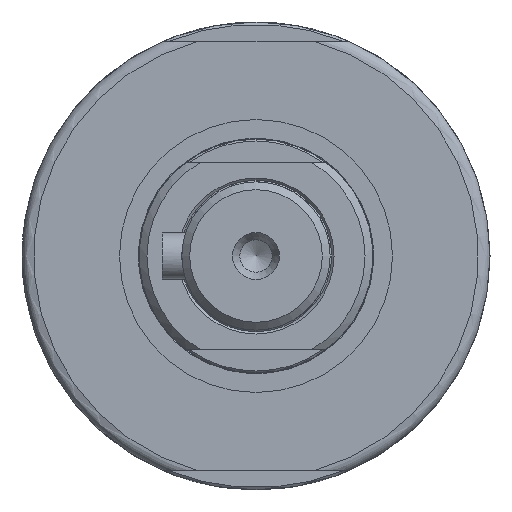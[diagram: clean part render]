
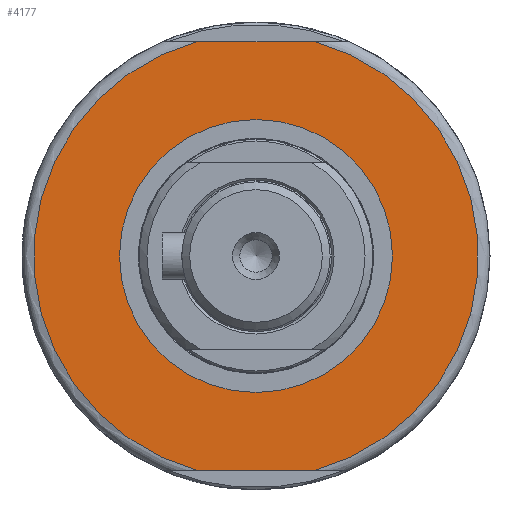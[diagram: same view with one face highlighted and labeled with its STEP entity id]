
A CAD part, left-side view. The second image highlights one B-rep face of the part: STEP entity #4177.
In plain terms, the highlighted planar face has unit normal (-1, 0, 0).
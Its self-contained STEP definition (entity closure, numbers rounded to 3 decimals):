
#112=FACE_BOUND('',#1444,.T.);
#635=LINE('',#7127,#929);
#636=LINE('',#7128,#930);
#929=VECTOR('',#5603,10.);
#930=VECTOR('',#5604,10.);
#1191=FACE_OUTER_BOUND('',#1443,.T.);
#1443=EDGE_LOOP('',(#3594,#3595,#3596,#3597));
#1444=EDGE_LOOP('',(#3598,#3599));
#1653=CIRCLE('',#4564,17.5);
#1654=CIRCLE('',#4565,17.5);
#1664=CIRCLE('',#4578,28.5);
#1667=CIRCLE('',#4582,28.5);
#2031=VERTEX_POINT('',#7029);
#2032=VERTEX_POINT('',#7031);
#2043=VERTEX_POINT('',#7058);
#2044=VERTEX_POINT('',#7073);
#2046=VERTEX_POINT('',#7092);
#2049=VERTEX_POINT('',#7110);
#2564=EDGE_CURVE('',#2032,#2031,#1653,.T.);
#2565=EDGE_CURVE('',#2031,#2032,#1654,.T.);
#2578=EDGE_CURVE('',#2043,#2044,#1664,.T.);
#2584=EDGE_CURVE('',#2049,#2046,#1667,.T.);
#2585=EDGE_CURVE('',#2043,#2046,#635,.T.);
#2586=EDGE_CURVE('',#2049,#2044,#636,.T.);
#3594=ORIENTED_EDGE('',*,*,#2585,.T.);
#3595=ORIENTED_EDGE('',*,*,#2584,.F.);
#3596=ORIENTED_EDGE('',*,*,#2586,.T.);
#3597=ORIENTED_EDGE('',*,*,#2578,.F.);
#3598=ORIENTED_EDGE('',*,*,#2564,.T.);
#3599=ORIENTED_EDGE('',*,*,#2565,.T.);
#3981=PLANE('',#4583);
#4177=ADVANCED_FACE('',(#1191,#112),#3981,.T.);
#4564=AXIS2_PLACEMENT_3D('',#7032,#5561,#5562);
#4565=AXIS2_PLACEMENT_3D('',#7033,#5563,#5564);
#4578=AXIS2_PLACEMENT_3D('',#7074,#5591,#5592);
#4582=AXIS2_PLACEMENT_3D('',#7125,#5599,#5600);
#4583=AXIS2_PLACEMENT_3D('',#7126,#5601,#5602);
#5561=DIRECTION('center_axis',(1.,0.,0.));
#5562=DIRECTION('ref_axis',(0.,-1.,0.));
#5563=DIRECTION('center_axis',(1.,0.,0.));
#5564=DIRECTION('ref_axis',(0.,-1.,0.));
#5591=DIRECTION('center_axis',(1.,0.,0.));
#5592=DIRECTION('ref_axis',(0.,-1.,0.));
#5599=DIRECTION('center_axis',(1.,0.,0.));
#5600=DIRECTION('ref_axis',(0.,-1.,0.));
#5601=DIRECTION('center_axis',(-1.,0.,0.));
#5602=DIRECTION('ref_axis',(0.,0.,-1.));
#5603=DIRECTION('',(0.,-1.,0.));
#5604=DIRECTION('',(0.,1.,0.));
#7029=CARTESIAN_POINT('',(-198.7,17.5,0.));
#7031=CARTESIAN_POINT('',(-198.7,-17.5,0.));
#7032=CARTESIAN_POINT('Origin',(-198.7,0.,0.));
#7033=CARTESIAN_POINT('Origin',(-198.7,0.,0.));
#7058=CARTESIAN_POINT('',(-198.7,7.483,-27.5));
#7073=CARTESIAN_POINT('',(-198.7,7.483,27.5));
#7074=CARTESIAN_POINT('Origin',(-198.7,0.,0.));
#7092=CARTESIAN_POINT('',(-198.7,-7.483,-27.5));
#7110=CARTESIAN_POINT('',(-198.7,-7.483,27.5));
#7125=CARTESIAN_POINT('Origin',(-198.7,0.,0.));
#7126=CARTESIAN_POINT('Origin',(-198.7,-23.,0.));
#7127=CARTESIAN_POINT('',(-198.7,-24.063,-27.5));
#7128=CARTESIAN_POINT('',(-198.7,1.553,27.5));
